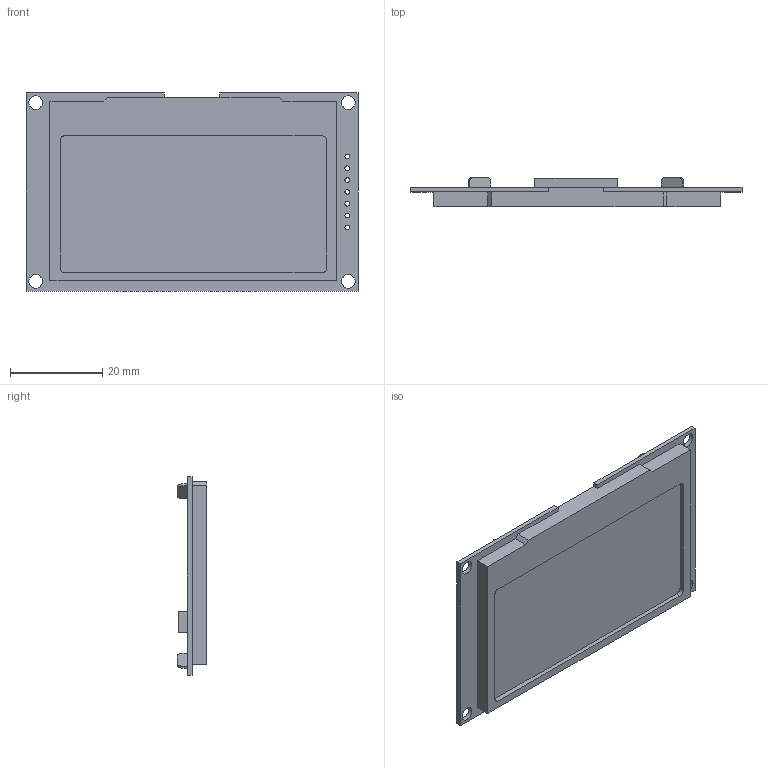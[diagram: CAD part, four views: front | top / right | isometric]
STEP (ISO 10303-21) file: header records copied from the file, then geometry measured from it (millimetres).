
FILE_DESCRIPTION(/* description */ (''),/* implementation_level */ '2;1');
FILE_NAME(/* name */ 'SSD1309 2.42_ OLED v1.step',/* time_stamp */ '2022-01-17T17:36:15+03:00',/* author */ (''),/* organization */ (''),/* preprocessor_version */ 'ST-DEVELOPER v18.1',/* originating_system */ 'Autodesk Translation Framework v10.10.0.1391',/* authorisation */ '');
FILE_SCHEMA (('AUTOMOTIVE_DESIGN { 1 0 10303 214 3 1 1 }'));
Length unit declared in the file: millimetre
Products named in the file (1): SSD1309 2.42" OLED
Bounding box: 72 x 6.4 x 43 mm (x, y, z)
Volume: 9381.3 mm3; surface area: 7424.1 mm2
Topology: 5 solids, 5 shells, 75 faces, 189 edges, 126 vertices
Faces by surface type: plane 52, cylinder 23
Full cylindrical faces by diameter (mm): 1 x7, 3 x4
Entity records: 2342 total; most frequent: CARTESIAN_POINT 391, DIRECTION 387, ORIENTED_EDGE 378, EDGE_CURVE 189, LINE 143, VECTOR 143, VERTEX_POINT 126, AXIS2_PLACEMENT_3D 122
